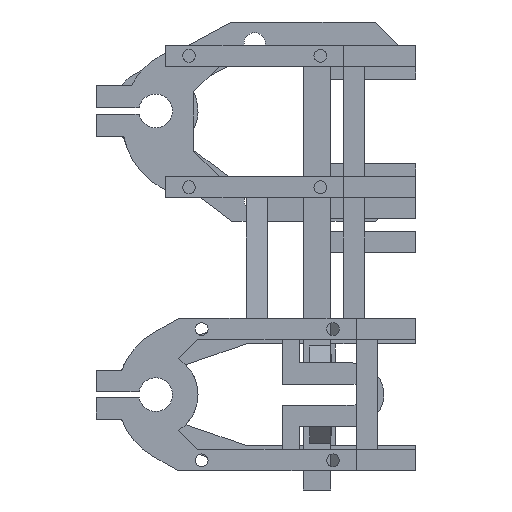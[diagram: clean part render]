
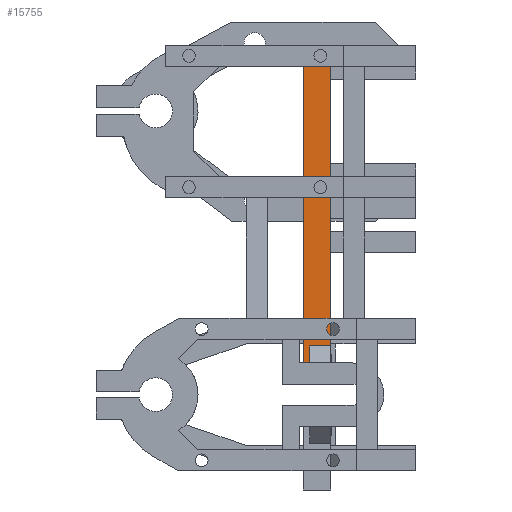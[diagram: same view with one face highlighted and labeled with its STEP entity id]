
A CAD part, left-side view. The second image highlights one B-rep face of the part: STEP entity #15755.
In plain terms, the highlighted planar face has unit normal (-1, 0, 0).
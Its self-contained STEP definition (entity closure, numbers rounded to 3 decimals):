
#124 = VECTOR ( 'NONE', #5609, 1000. ) ;
#177 = CARTESIAN_POINT ( 'NONE',  ( -2.05, 5., -41. ) ) ;
#621 = LINE ( 'NONE', #16172, #124 ) ;
#778 = VERTEX_POINT ( 'NONE', #10877 ) ;
#889 = DIRECTION ( 'NONE',  ( 0., 0., -1. ) ) ;
#945 = CARTESIAN_POINT ( 'NONE',  ( -2.05, 0., 30. ) ) ;
#1231 = EDGE_CURVE ( 'NONE', #8299, #17378, #4340, .T. ) ;
#1422 = VERTEX_POINT ( 'NONE', #9230 ) ;
#1869 = ORIENTED_EDGE ( 'NONE', *, *, #4572, .T. ) ;
#2040 = VECTOR ( 'NONE', #18641, 1000. ) ;
#2156 = VERTEX_POINT ( 'NONE', #16095 ) ;
#2654 = EDGE_CURVE ( 'NONE', #6518, #3148, #12064, .T. ) ;
#2656 = VECTOR ( 'NONE', #7073, 1000. ) ;
#3091 = VECTOR ( 'NONE', #16913, 1000. ) ;
#3148 = VERTEX_POINT ( 'NONE', #177 ) ;
#3544 = VECTOR ( 'NONE', #7254, 1000. ) ;
#3637 = ORIENTED_EDGE ( 'NONE', *, *, #10651, .T. ) ;
#4130 = DIRECTION ( 'NONE',  ( 1., 0., 0. ) ) ;
#4340 = LINE ( 'NONE', #7345, #3544 ) ;
#4469 = DIRECTION ( 'NONE',  ( 0., -1., 0. ) ) ;
#4517 = VECTOR ( 'NONE', #4469, 1000. ) ;
#4521 = PLANE ( 'NONE',  #13837 ) ;
#4572 = EDGE_CURVE ( 'NONE', #11455, #1422, #13031, .T. ) ;
#4748 = LINE ( 'NONE', #19609, #3091 ) ;
#4977 = ORIENTED_EDGE ( 'NONE', *, *, #18928, .T. ) ;
#5609 = DIRECTION ( 'NONE',  ( 0., 0., 1. ) ) ;
#6081 = DIRECTION ( 'NONE',  ( 0., 1., 0. ) ) ;
#6239 = ORIENTED_EDGE ( 'NONE', *, *, #1231, .T. ) ;
#6377 = LINE ( 'NONE', #12454, #2040 ) ;
#6478 = EDGE_CURVE ( 'NONE', #778, #9832, #621, .T. ) ;
#6518 = VERTEX_POINT ( 'NONE', #17762 ) ;
#6653 = LINE ( 'NONE', #12713, #11972 ) ;
#6961 = VECTOR ( 'NONE', #889, 1000. ) ;
#7073 = DIRECTION ( 'NONE',  ( 0., 1., 0. ) ) ;
#7254 = DIRECTION ( 'NONE',  ( 0., 0., -1. ) ) ;
#7263 = CARTESIAN_POINT ( 'NONE',  ( -2.05, 7.5, -45. ) ) ;
#7345 = CARTESIAN_POINT ( 'NONE',  ( -2.05, 6.5, -75. ) ) ;
#7650 = EDGE_CURVE ( 'NONE', #3148, #2156, #6377, .T. ) ;
#7711 = VECTOR ( 'NONE', #6081, 1000. ) ;
#8299 = VERTEX_POINT ( 'NONE', #8737 ) ;
#8378 = ORIENTED_EDGE ( 'NONE', *, *, #19271, .T. ) ;
#8485 = CARTESIAN_POINT ( 'NONE',  ( -2.05, 6.5, -75. ) ) ;
#8737 = CARTESIAN_POINT ( 'NONE',  ( -2.05, 6.5, -4. ) ) ;
#9020 = CARTESIAN_POINT ( 'NONE',  ( -2.05, 0., 0. ) ) ;
#9230 = CARTESIAN_POINT ( 'NONE',  ( -2.05, 6.5, 30. ) ) ;
#9349 = ORIENTED_EDGE ( 'NONE', *, *, #6478, .F. ) ;
#9810 = EDGE_CURVE ( 'NONE', #9832, #15161, #6653, .T. ) ;
#9832 = VERTEX_POINT ( 'NONE', #13383 ) ;
#10265 = VECTOR ( 'NONE', #10349, 1000. ) ;
#10349 = DIRECTION ( 'NONE',  ( 0., -1., 0. ) ) ;
#10637 = ORIENTED_EDGE ( 'NONE', *, *, #13444, .T. ) ;
#10651 = EDGE_CURVE ( 'NONE', #6518, #11455, #4748, .T. ) ;
#10877 = CARTESIAN_POINT ( 'NONE',  ( -2.05, 8., -4. ) ) ;
#10964 = CARTESIAN_POINT ( 'NONE',  ( -2.05, 6., -4. ) ) ;
#11210 = EDGE_LOOP ( 'NONE', ( #4977, #6239, #8378, #19507, #14771, #3637, #1869, #10637, #11647, #9349 ) ) ;
#11448 = CARTESIAN_POINT ( 'NONE',  ( -2.05, 6.5, -1. ) ) ;
#11455 = VERTEX_POINT ( 'NONE', #945 ) ;
#11647 = ORIENTED_EDGE ( 'NONE', *, *, #9810, .F. ) ;
#11972 = VECTOR ( 'NONE', #14686, 1000. ) ;
#12064 = LINE ( 'NONE', #13845, #7711 ) ;
#12454 = CARTESIAN_POINT ( 'NONE',  ( -2.05, 5., 0. ) ) ;
#12713 = CARTESIAN_POINT ( 'NONE',  ( -2.05, 6., -1. ) ) ;
#13031 = LINE ( 'NONE', #16308, #2656 ) ;
#13082 = CARTESIAN_POINT ( 'NONE',  ( -2.05, 6.5, -45. ) ) ;
#13294 = DIRECTION ( 'NONE',  ( 0., 0., -1. ) ) ;
#13383 = CARTESIAN_POINT ( 'NONE',  ( -2.05, 8., -1. ) ) ;
#13444 = EDGE_CURVE ( 'NONE', #1422, #15161, #14550, .T. ) ;
#13738 = LINE ( 'NONE', #10964, #4517 ) ;
#13837 = AXIS2_PLACEMENT_3D ( 'NONE', #9020, #4130, #13294 ) ;
#13845 = CARTESIAN_POINT ( 'NONE',  ( -2.05, 0., -41. ) ) ;
#14550 = LINE ( 'NONE', #8485, #6961 ) ;
#14686 = DIRECTION ( 'NONE',  ( 0., -1., 0. ) ) ;
#14771 = ORIENTED_EDGE ( 'NONE', *, *, #2654, .F. ) ;
#15161 = VERTEX_POINT ( 'NONE', #11448 ) ;
#15755 = ADVANCED_FACE ( 'NONE', ( #16287 ), #4521, .F. ) ;
#16095 = CARTESIAN_POINT ( 'NONE',  ( -2.05, 5., -45. ) ) ;
#16172 = CARTESIAN_POINT ( 'NONE',  ( -2.05, 8., -4. ) ) ;
#16287 = FACE_OUTER_BOUND ( 'NONE', #11210, .T. ) ;
#16308 = CARTESIAN_POINT ( 'NONE',  ( -2.05, 0., 30. ) ) ;
#16913 = DIRECTION ( 'NONE',  ( 0., 0., 1. ) ) ;
#17378 = VERTEX_POINT ( 'NONE', #13082 ) ;
#17762 = CARTESIAN_POINT ( 'NONE',  ( -2.05, 0., -41. ) ) ;
#18006 = LINE ( 'NONE', #7263, #10265 ) ;
#18641 = DIRECTION ( 'NONE',  ( 0., 0., -1. ) ) ;
#18928 = EDGE_CURVE ( 'NONE', #778, #8299, #13738, .T. ) ;
#19271 = EDGE_CURVE ( 'NONE', #17378, #2156, #18006, .T. ) ;
#19507 = ORIENTED_EDGE ( 'NONE', *, *, #7650, .F. ) ;
#19609 = CARTESIAN_POINT ( 'NONE',  ( -2.05, 0., -75. ) ) ;
